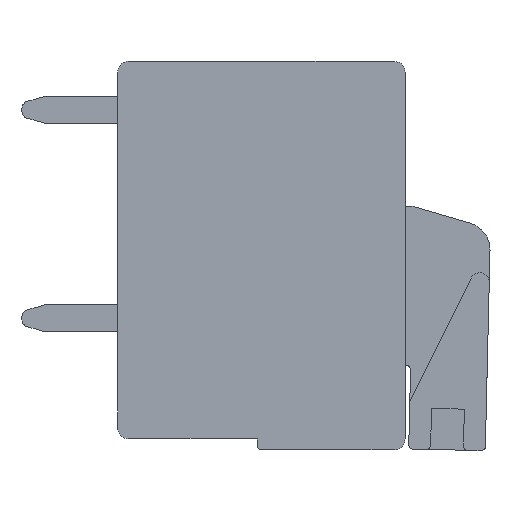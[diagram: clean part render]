
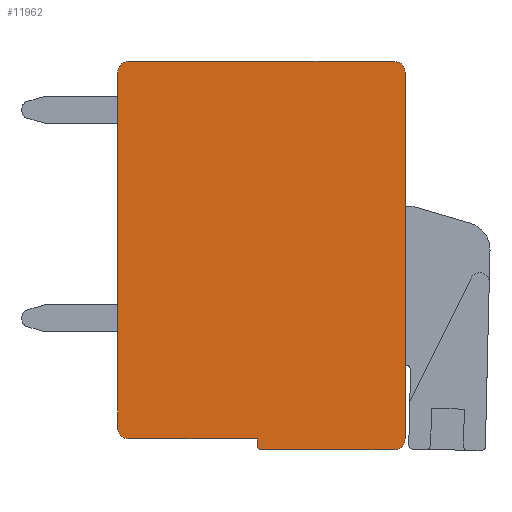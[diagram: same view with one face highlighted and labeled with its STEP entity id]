
A CAD part, front view. The second image highlights one B-rep face of the part: STEP entity #11962.
In plain terms, the highlighted planar face has unit normal (0, -1, 0).
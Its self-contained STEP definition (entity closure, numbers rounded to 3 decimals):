
#1=CARTESIAN_POINT('',(5.25,0.,-14.05));
#2=DIRECTION('',(0.,1.,0.));
#3=DIRECTION('',(0.,0.,-1.));
#4=AXIS2_PLACEMENT_3D('',#1,#2,#3);
#6=DIRECTION('',(0.,0.,1.));
#7=VECTOR('',#6,0.25);
#8=CARTESIAN_POINT('',(5.1,0.,-14.05));
#9=LINE('',#8,#7);
#10=DIRECTION('',(-1.,0.,0.));
#11=VECTOR('',#10,4.7);
#12=CARTESIAN_POINT('',(5.1,0.,-13.8));
#13=LINE('',#12,#11);
#14=CARTESIAN_POINT('',(0.4,0.,-13.4));
#15=DIRECTION('',(0.,1.,0.));
#16=DIRECTION('',(0.,0.,-1.));
#17=AXIS2_PLACEMENT_3D('',#14,#15,#16);
#19=DIRECTION('',(0.,0.,1.));
#20=VECTOR('',#19,13.);
#21=CARTESIAN_POINT('',(0.,0.,-13.4));
#22=LINE('',#21,#20);
#23=CARTESIAN_POINT('',(0.4,0.,-0.4));
#24=DIRECTION('',(0.,1.,0.));
#25=DIRECTION('',(-1.,0.,0.));
#26=AXIS2_PLACEMENT_3D('',#23,#24,#25);
#28=DIRECTION('',(1.,0.,0.));
#29=VECTOR('',#28,9.7);
#30=CARTESIAN_POINT('',(0.4,0.,0.));
#31=LINE('',#30,#29);
#32=CARTESIAN_POINT('',(10.1,0.,-0.4));
#33=DIRECTION('',(0.,1.,0.));
#34=DIRECTION('',(0.,0.,1.));
#35=AXIS2_PLACEMENT_3D('',#32,#33,#34);
#37=DIRECTION('',(0.,0.,-1.));
#38=VECTOR('',#37,13.4);
#39=CARTESIAN_POINT('',(10.5,0.,-0.4));
#40=LINE('',#39,#38);
#41=CARTESIAN_POINT('',(10.1,0.,-13.8));
#42=DIRECTION('',(0.,1.,0.));
#43=DIRECTION('',(1.,0.,0.));
#44=AXIS2_PLACEMENT_3D('',#41,#42,#43);
#46=DIRECTION('',(-1.,0.,0.));
#47=VECTOR('',#46,4.85);
#48=CARTESIAN_POINT('',(10.1,0.,-14.2));
#49=LINE('',#48,#47);
#9101=CARTESIAN_POINT('',(5.25,0.,-14.2));
#9102=CARTESIAN_POINT('',(5.1,0.,-14.05));
#9103=VERTEX_POINT('',#9101);
#9104=VERTEX_POINT('',#9102);
#9105=CARTESIAN_POINT('',(5.1,0.,-13.8));
#9106=VERTEX_POINT('',#9105);
#9107=CARTESIAN_POINT('',(0.4,0.,-13.8));
#9108=VERTEX_POINT('',#9107);
#9109=CARTESIAN_POINT('',(0.,0.,-13.4));
#9110=VERTEX_POINT('',#9109);
#9111=CARTESIAN_POINT('',(0.,0.,-0.4));
#9112=VERTEX_POINT('',#9111);
#9113=CARTESIAN_POINT('',(0.4,0.,0.));
#9114=VERTEX_POINT('',#9113);
#9115=CARTESIAN_POINT('',(10.1,0.,0.));
#9116=VERTEX_POINT('',#9115);
#9117=CARTESIAN_POINT('',(10.5,0.,-0.4));
#9118=VERTEX_POINT('',#9117);
#9119=CARTESIAN_POINT('',(10.5,0.,-13.8));
#9120=VERTEX_POINT('',#9119);
#9121=CARTESIAN_POINT('',(10.1,0.,-14.2));
#9122=VERTEX_POINT('',#9121);
#11933=CARTESIAN_POINT('',(0.,0.,0.));
#11934=DIRECTION('',(0.,1.,0.));
#11935=DIRECTION('',(1.,0.,0.));
#11936=AXIS2_PLACEMENT_3D('',#11933,#11934,#11935);
#11937=PLANE('',#11936);
#11939=ORIENTED_EDGE('',*,*,#11938,.T.);
#11941=ORIENTED_EDGE('',*,*,#11940,.T.);
#11943=ORIENTED_EDGE('',*,*,#11942,.T.);
#11945=ORIENTED_EDGE('',*,*,#11944,.T.);
#11947=ORIENTED_EDGE('',*,*,#11946,.T.);
#11949=ORIENTED_EDGE('',*,*,#11948,.T.);
#11951=ORIENTED_EDGE('',*,*,#11950,.T.);
#11953=ORIENTED_EDGE('',*,*,#11952,.T.);
#11955=ORIENTED_EDGE('',*,*,#11954,.T.);
#11957=ORIENTED_EDGE('',*,*,#11956,.T.);
#11959=ORIENTED_EDGE('',*,*,#11958,.T.);
#11960=EDGE_LOOP('',(#11939,#11941,#11943,#11945,#11947,#11949,#11951,#11953,
#11955,#11957,#11959));
#11961=FACE_OUTER_BOUND('',#11960,.F.);
#5=CIRCLE('',#4,0.15);
#18=CIRCLE('',#17,0.4);
#27=CIRCLE('',#26,0.4);
#36=CIRCLE('',#35,0.4);
#45=CIRCLE('',#44,0.4);
#11938=EDGE_CURVE('',#9103,#9104,#5,.T.);
#11940=EDGE_CURVE('',#9104,#9106,#9,.T.);
#11942=EDGE_CURVE('',#9106,#9108,#13,.T.);
#11944=EDGE_CURVE('',#9108,#9110,#18,.T.);
#11946=EDGE_CURVE('',#9110,#9112,#22,.T.);
#11948=EDGE_CURVE('',#9112,#9114,#27,.T.);
#11950=EDGE_CURVE('',#9114,#9116,#31,.T.);
#11952=EDGE_CURVE('',#9116,#9118,#36,.T.);
#11954=EDGE_CURVE('',#9118,#9120,#40,.T.);
#11956=EDGE_CURVE('',#9120,#9122,#45,.T.);
#11958=EDGE_CURVE('',#9122,#9103,#49,.T.);
#11962=ADVANCED_FACE('',(#11961),#11937,.F.);
